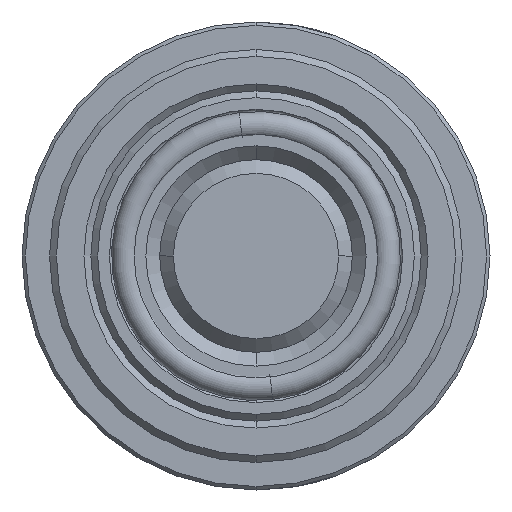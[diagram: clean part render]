
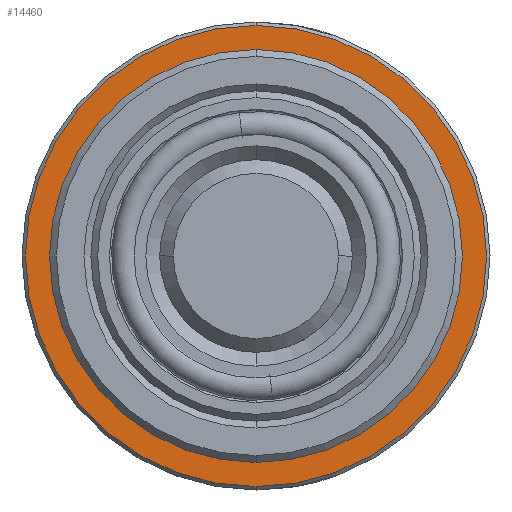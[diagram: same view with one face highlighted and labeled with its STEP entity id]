
A CAD part, front view. The second image highlights one B-rep face of the part: STEP entity #14460.
In plain terms, the highlighted planar face has unit normal (0, -1, 0).
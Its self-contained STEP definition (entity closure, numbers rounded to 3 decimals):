
#290 = CARTESIAN_POINT ( 'NONE',  ( 0., 20., -16.75 ) ) ;
#441 = ORIENTED_EDGE ( 'NONE', *, *, #4008, .T. ) ;
#1503 = AXIS2_PLACEMENT_3D ( 'NONE', #6498, #6617, #13704 ) ;
#1863 = ORIENTED_EDGE ( 'NONE', *, *, #14095, .F. ) ;
#2251 = CIRCLE ( 'NONE', #16423, 16.75 ) ;
#3375 = DIRECTION ( 'NONE',  ( 0., 1., 0. ) ) ;
#3437 = CIRCLE ( 'NONE', #1503, 16.75 ) ;
#4008 = EDGE_CURVE ( 'NONE', #16846, #9712, #14931, .T. ) ;
#4586 = AXIS2_PLACEMENT_3D ( 'NONE', #5150, #12490, #6849 ) ;
#4800 = VERTEX_POINT ( 'NONE', #8128 ) ;
#5150 = CARTESIAN_POINT ( 'NONE',  ( 0., 20., 0. ) ) ;
#5199 = EDGE_CURVE ( 'NONE', #9712, #16846, #13297, .T. ) ;
#6498 = CARTESIAN_POINT ( 'NONE',  ( 0., 20., 0. ) ) ;
#6617 = DIRECTION ( 'NONE',  ( 0., 1., 0. ) ) ;
#6643 = CARTESIAN_POINT ( 'NONE',  ( 0., 20., -14.8 ) ) ;
#6717 = DIRECTION ( 'NONE',  ( 0., 0., 1. ) ) ;
#6737 = VERTEX_POINT ( 'NONE', #290 ) ;
#6849 = DIRECTION ( 'NONE',  ( 0., 0., 1. ) ) ;
#6996 = DIRECTION ( 'NONE',  ( 0., 0., 1. ) ) ;
#8128 = CARTESIAN_POINT ( 'NONE',  ( 0., 20., 16.75 ) ) ;
#8169 = ORIENTED_EDGE ( 'NONE', *, *, #5199, .T. ) ;
#8391 = FACE_BOUND ( 'NONE', #20225, .T. ) ;
#8836 = AXIS2_PLACEMENT_3D ( 'NONE', #13894, #12345, #21564 ) ;
#9712 = VERTEX_POINT ( 'NONE', #6643 ) ;
#10107 = EDGE_CURVE ( 'NONE', #4800, #6737, #3437, .T. ) ;
#10839 = CARTESIAN_POINT ( 'NONE',  ( 0., 20., 0. ) ) ;
#12345 = DIRECTION ( 'NONE',  ( 0., -1., 0. ) ) ;
#12447 = EDGE_LOOP ( 'NONE', ( #13450, #1863 ) ) ;
#12490 = DIRECTION ( 'NONE',  ( 0., 1., 0. ) ) ;
#13297 = CIRCLE ( 'NONE', #17084, 14.8 ) ;
#13450 = ORIENTED_EDGE ( 'NONE', *, *, #10107, .F. ) ;
#13704 = DIRECTION ( 'NONE',  ( 0., 0., 1. ) ) ;
#13894 = CARTESIAN_POINT ( 'NONE',  ( -14.8, 20., 0. ) ) ;
#14095 = EDGE_CURVE ( 'NONE', #6737, #4800, #2251, .T. ) ;
#14460 = ADVANCED_FACE ( 'NONE', ( #8391, #21327 ), #17934, .T. ) ;
#14931 = CIRCLE ( 'NONE', #4586, 14.8 ) ;
#16423 = AXIS2_PLACEMENT_3D ( 'NONE', #18834, #17965, #6717 ) ;
#16846 = VERTEX_POINT ( 'NONE', #18307 ) ;
#17084 = AXIS2_PLACEMENT_3D ( 'NONE', #10839, #3375, #6996 ) ;
#17934 = PLANE ( 'NONE',  #8836 ) ;
#17965 = DIRECTION ( 'NONE',  ( 0., 1., 0. ) ) ;
#18307 = CARTESIAN_POINT ( 'NONE',  ( 0., 20., 14.8 ) ) ;
#18834 = CARTESIAN_POINT ( 'NONE',  ( 0., 20., 0. ) ) ;
#20225 = EDGE_LOOP ( 'NONE', ( #441, #8169 ) ) ;
#21327 = FACE_OUTER_BOUND ( 'NONE', #12447, .T. ) ;
#21564 = DIRECTION ( 'NONE',  ( 0., 0., -1. ) ) ;
